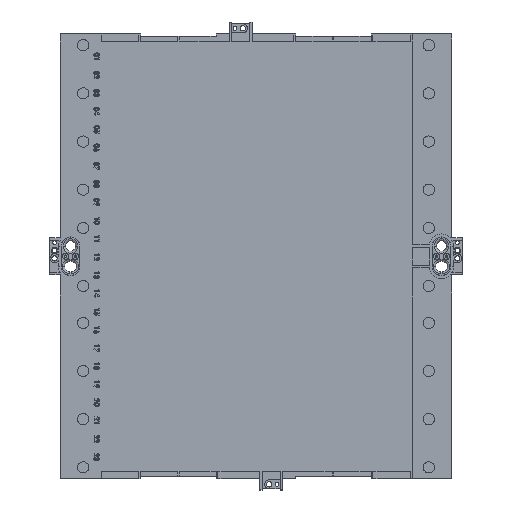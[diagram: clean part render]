
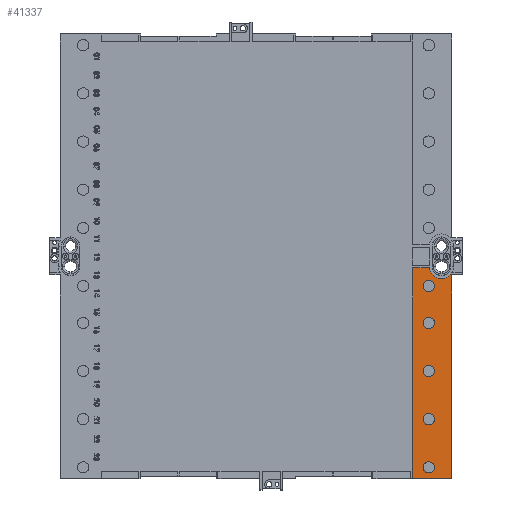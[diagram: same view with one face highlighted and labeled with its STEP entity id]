
A CAD part, top view. The second image highlights one B-rep face of the part: STEP entity #41337.
In plain terms, the highlighted planar face has unit normal (0, 0, 1).
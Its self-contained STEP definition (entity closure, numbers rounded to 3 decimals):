
#980 = CARTESIAN_POINT ( 'NONE',  ( 99.035, 37.721, -6.35 ) ) ;
#1681 = EDGE_CURVE ( 'NONE', #47687, #14846, #18817, .T. ) ;
#1840 = ORIENTED_EDGE ( 'NONE', *, *, #49835, .F. ) ;
#2079 = FACE_OUTER_BOUND ( 'NONE', #26960, .T. ) ;
#2896 = DIRECTION ( 'NONE',  ( 0., -1., 0. ) ) ;
#2966 = LINE ( 'NONE', #27053, #49611 ) ;
#3128 = CARTESIAN_POINT ( 'NONE',  ( 99.798, 91.364, -6.35 ) ) ;
#3208 = CIRCLE ( 'NONE', #13627, 5.461 ) ;
#3479 = CIRCLE ( 'NONE', #32294, 5.461 ) ;
#3587 = CARTESIAN_POINT ( 'NONE',  ( 93.574, 37.721, -6.35 ) ) ;
#3787 = VERTEX_POINT ( 'NONE', #27161 ) ;
#4078 = ORIENTED_EDGE ( 'NONE', *, *, #1681, .F. ) ;
#4978 = EDGE_LOOP ( 'NONE', ( #10461, #13208 ) ) ;
#5033 = DIRECTION ( 'NONE',  ( 0., 0., 1. ) ) ;
#5183 = FACE_BOUND ( 'NONE', #33720, .T. ) ;
#5200 = VERTEX_POINT ( 'NONE', #22006 ) ;
#5341 = DIRECTION ( 'NONE',  ( 0., 0., 1. ) ) ;
#5639 = CIRCLE ( 'NONE', #10168, 5.461 ) ;
#6869 = CIRCLE ( 'NONE', #33805, 11.735 ) ;
#7061 = CARTESIAN_POINT ( 'NONE',  ( 104.496, -103.249, -6.35 ) ) ;
#7153 = DIRECTION ( 'NONE',  ( 1., 0., 0. ) ) ;
#7375 = AXIS2_PLACEMENT_3D ( 'NONE', #21053, #5341, #8690 ) ;
#7574 = EDGE_CURVE ( 'NONE', #39054, #8101, #5639, .T. ) ;
#7684 = AXIS2_PLACEMENT_3D ( 'NONE', #11348, #47705, #11174 ) ;
#7710 = ORIENTED_EDGE ( 'NONE', *, *, #42919, .F. ) ;
#8101 = VERTEX_POINT ( 'NONE', #7061 ) ;
#8532 = ORIENTED_EDGE ( 'NONE', *, *, #33970, .T. ) ;
#8690 = DIRECTION ( 'NONE',  ( 1., 0., 0. ) ) ;
#9036 = CARTESIAN_POINT ( 'NONE',  ( 119.845, 84.506, -6.35 ) ) ;
#9245 = AXIS2_PLACEMENT_3D ( 'NONE', #35940, #29213, #48784 ) ;
#9471 = DIRECTION ( 'NONE',  ( 1., 0., 0. ) ) ;
#9567 = VERTEX_POINT ( 'NONE', #3587 ) ;
#10168 = AXIS2_PLACEMENT_3D ( 'NONE', #15174, #39347, #43943 ) ;
#10174 = VERTEX_POINT ( 'NONE', #18642 ) ;
#10272 = CARTESIAN_POINT ( 'NONE',  ( 121.387, -114.249, -6.35 ) ) ;
#10461 = ORIENTED_EDGE ( 'NONE', *, *, #12101, .F. ) ;
#11174 = DIRECTION ( 'NONE',  ( 1., 0., 0. ) ) ;
#11219 = EDGE_CURVE ( 'NONE', #9567, #43904, #3479, .T. ) ;
#11348 = CARTESIAN_POINT ( 'NONE',  ( 99.035, 37.721, -6.35 ) ) ;
#11532 = EDGE_CURVE ( 'NONE', #45432, #38159, #33072, .T. ) ;
#11672 = AXIS2_PLACEMENT_3D ( 'NONE', #40014, #19584, #19759 ) ;
#11734 = LINE ( 'NONE', #48884, #31938 ) ;
#12101 = EDGE_CURVE ( 'NONE', #43904, #9567, #47504, .T. ) ;
#12125 = PLANE ( 'NONE',  #9245 ) ;
#12989 = CARTESIAN_POINT ( 'NONE',  ( 99.035, 73.721, -6.35 ) ) ;
#13208 = ORIENTED_EDGE ( 'NONE', *, *, #11219, .F. ) ;
#13431 = CARTESIAN_POINT ( 'NONE',  ( 99.035, -103.249, -6.35 ) ) ;
#13627 = AXIS2_PLACEMENT_3D ( 'NONE', #17788, #46006, #9471 ) ;
#13713 = EDGE_LOOP ( 'NONE', ( #20068, #42268 ) ) ;
#14386 = VERTEX_POINT ( 'NONE', #46022 ) ;
#14400 = CARTESIAN_POINT ( 'NONE',  ( 93.574, -56.259, -6.35 ) ) ;
#14846 = VERTEX_POINT ( 'NONE', #37549 ) ;
#15174 = CARTESIAN_POINT ( 'NONE',  ( 99.035, -103.249, -6.35 ) ) ;
#15250 = LINE ( 'NONE', #10272, #39242 ) ;
#16723 = EDGE_CURVE ( 'NONE', #8101, #39054, #41639, .T. ) ;
#17687 = EDGE_CURVE ( 'NONE', #3787, #5200, #49756, .T. ) ;
#17788 = CARTESIAN_POINT ( 'NONE',  ( 99.035, -56.259, -6.35 ) ) ;
#17944 = VERTEX_POINT ( 'NONE', #9036 ) ;
#18642 = CARTESIAN_POINT ( 'NONE',  ( 83.21, 91.364, -6.35 ) ) ;
#18817 = CIRCLE ( 'NONE', #11672, 5.461 ) ;
#19005 = DIRECTION ( 'NONE',  ( 0., 0., -1. ) ) ;
#19584 = DIRECTION ( 'NONE',  ( 0., 0., 1. ) ) ;
#19759 = DIRECTION ( 'NONE',  ( 1., 0., 0. ) ) ;
#20068 = ORIENTED_EDGE ( 'NONE', *, *, #11532, .F. ) ;
#21053 = CARTESIAN_POINT ( 'NONE',  ( 99.035, -56.259, -6.35 ) ) ;
#21143 = DIRECTION ( 'NONE',  ( 1., 0., 0. ) ) ;
#21555 = EDGE_LOOP ( 'NONE', ( #42270, #51206 ) ) ;
#21834 = DIRECTION ( 'NONE',  ( 0., 0., 1. ) ) ;
#22006 = CARTESIAN_POINT ( 'NONE',  ( 93.574, -9.269, -6.35 ) ) ;
#22154 = EDGE_CURVE ( 'NONE', #38159, #45432, #3208, .T. ) ;
#22357 = ORIENTED_EDGE ( 'NONE', *, *, #17687, .F. ) ;
#22504 = DIRECTION ( 'NONE',  ( 0., 1., 0. ) ) ;
#22914 = DIRECTION ( 'NONE',  ( 0., 0., 1. ) ) ;
#23135 = CARTESIAN_POINT ( 'NONE',  ( 121.387, 84.506, -6.35 ) ) ;
#24485 = VECTOR ( 'NONE', #43151, 1000. ) ;
#26952 = CARTESIAN_POINT ( 'NONE',  ( 99.035, -9.269, -6.35 ) ) ;
#26960 = EDGE_LOOP ( 'NONE', ( #33876, #8532, #27703, #40854, #45497, #44265 ) ) ;
#27053 = CARTESIAN_POINT ( 'NONE',  ( 83.21, -114.249, -6.35 ) ) ;
#27059 = CIRCLE ( 'NONE', #49387, 5.461 ) ;
#27123 = DIRECTION ( 'NONE',  ( 1., 0., 0. ) ) ;
#27161 = CARTESIAN_POINT ( 'NONE',  ( 104.496, -9.269, -6.35 ) ) ;
#27703 = ORIENTED_EDGE ( 'NONE', *, *, #43417, .T. ) ;
#27838 = LINE ( 'NONE', #36357, #34753 ) ;
#28556 = FACE_BOUND ( 'NONE', #21555, .T. ) ;
#29204 = AXIS2_PLACEMENT_3D ( 'NONE', #39723, #51365, #7153 ) ;
#29210 = FACE_BOUND ( 'NONE', #13713, .T. ) ;
#29213 = DIRECTION ( 'NONE',  ( 0., 0., 1. ) ) ;
#30445 = DIRECTION ( 'NONE',  ( -1., 0., 0. ) ) ;
#30621 = DIRECTION ( 'NONE',  ( 1., 0., 0. ) ) ;
#31578 = VERTEX_POINT ( 'NONE', #39574 ) ;
#31938 = VECTOR ( 'NONE', #30445, 1000. ) ;
#32269 = CARTESIAN_POINT ( 'NONE',  ( 104.496, -56.259, -6.35 ) ) ;
#32294 = AXIS2_PLACEMENT_3D ( 'NONE', #980, #5033, #33230 ) ;
#33072 = CIRCLE ( 'NONE', #7375, 5.461 ) ;
#33230 = DIRECTION ( 'NONE',  ( 1., 0., 0. ) ) ;
#33720 = EDGE_LOOP ( 'NONE', ( #22357, #7710 ) ) ;
#33805 = AXIS2_PLACEMENT_3D ( 'NONE', #35031, #19005, #30621 ) ;
#33876 = ORIENTED_EDGE ( 'NONE', *, *, #38736, .T. ) ;
#33970 = EDGE_CURVE ( 'NONE', #31578, #14386, #27838, .T. ) ;
#34251 = FACE_BOUND ( 'NONE', #38226, .T. ) ;
#34665 = VERTEX_POINT ( 'NONE', #3128 ) ;
#34753 = VECTOR ( 'NONE', #44487, 1000. ) ;
#35031 = CARTESIAN_POINT ( 'NONE',  ( 111.455, 92.71, -6.35 ) ) ;
#35535 = FACE_BOUND ( 'NONE', #4978, .T. ) ;
#35940 = CARTESIAN_POINT ( 'NONE',  ( 111.455, 92.71, -6.35 ) ) ;
#36281 = AXIS2_PLACEMENT_3D ( 'NONE', #26952, #22914, #27123 ) ;
#36357 = CARTESIAN_POINT ( 'NONE',  ( 121.387, -114.249, -6.35 ) ) ;
#37549 = CARTESIAN_POINT ( 'NONE',  ( 93.574, 73.721, -6.35 ) ) ;
#38159 = VERTEX_POINT ( 'NONE', #14400 ) ;
#38226 = EDGE_LOOP ( 'NONE', ( #4078, #1840 ) ) ;
#38244 = EDGE_CURVE ( 'NONE', #17944, #34665, #6869, .T. ) ;
#38736 = EDGE_CURVE ( 'NONE', #10174, #31578, #2966, .T. ) ;
#39054 = VERTEX_POINT ( 'NONE', #46738 ) ;
#39242 = VECTOR ( 'NONE', #22504, 1000. ) ;
#39347 = DIRECTION ( 'NONE',  ( 0., 0., 1. ) ) ;
#39574 = CARTESIAN_POINT ( 'NONE',  ( 83.21, -114.249, -6.35 ) ) ;
#39723 = CARTESIAN_POINT ( 'NONE',  ( 99.035, -9.269, -6.35 ) ) ;
#40014 = CARTESIAN_POINT ( 'NONE',  ( 99.035, 73.721, -6.35 ) ) ;
#40854 = ORIENTED_EDGE ( 'NONE', *, *, #50175, .T. ) ;
#41166 = CIRCLE ( 'NONE', #36281, 5.461 ) ;
#41337 = ADVANCED_FACE ( 'NONE', ( #2079, #34251, #35535, #5183, #29210, #28556 ), #12125, .T. ) ;
#41639 = CIRCLE ( 'NONE', #48439, 5.461 ) ;
#41656 = DIRECTION ( 'NONE',  ( 1., 0., 0. ) ) ;
#41849 = CARTESIAN_POINT ( 'NONE',  ( 104.496, 73.721, -6.35 ) ) ;
#42268 = ORIENTED_EDGE ( 'NONE', *, *, #22154, .F. ) ;
#42270 = ORIENTED_EDGE ( 'NONE', *, *, #16723, .F. ) ;
#42919 = EDGE_CURVE ( 'NONE', #5200, #3787, #41166, .T. ) ;
#43151 = DIRECTION ( 'NONE',  ( -1., 0., 0. ) ) ;
#43417 = EDGE_CURVE ( 'NONE', #14386, #43954, #15250, .T. ) ;
#43904 = VERTEX_POINT ( 'NONE', #50769 ) ;
#43943 = DIRECTION ( 'NONE',  ( 1., 0., 0. ) ) ;
#43954 = VERTEX_POINT ( 'NONE', #23135 ) ;
#44265 = ORIENTED_EDGE ( 'NONE', *, *, #46345, .T. ) ;
#44487 = DIRECTION ( 'NONE',  ( 1., 0., 0. ) ) ;
#45432 = VERTEX_POINT ( 'NONE', #32269 ) ;
#45497 = ORIENTED_EDGE ( 'NONE', *, *, #38244, .T. ) ;
#46006 = DIRECTION ( 'NONE',  ( 0., 0., 1. ) ) ;
#46022 = CARTESIAN_POINT ( 'NONE',  ( 121.387, -114.249, -6.35 ) ) ;
#46345 = EDGE_CURVE ( 'NONE', #34665, #10174, #11734, .T. ) ;
#46738 = CARTESIAN_POINT ( 'NONE',  ( 93.574, -103.249, -6.35 ) ) ;
#47504 = CIRCLE ( 'NONE', #7684, 5.461 ) ;
#47687 = VERTEX_POINT ( 'NONE', #41849 ) ;
#47702 = CARTESIAN_POINT ( 'NONE',  ( 121.387, 84.506, -6.35 ) ) ;
#47705 = DIRECTION ( 'NONE',  ( 0., 0., 1. ) ) ;
#48439 = AXIS2_PLACEMENT_3D ( 'NONE', #13431, #49225, #41656 ) ;
#48784 = DIRECTION ( 'NONE',  ( 1., 0., 0. ) ) ;
#48884 = CARTESIAN_POINT ( 'NONE',  ( 99.798, 91.364, -6.35 ) ) ;
#49225 = DIRECTION ( 'NONE',  ( 0., 0., 1. ) ) ;
#49387 = AXIS2_PLACEMENT_3D ( 'NONE', #12989, #21834, #21143 ) ;
#49611 = VECTOR ( 'NONE', #2896, 1000. ) ;
#49756 = CIRCLE ( 'NONE', #29204, 5.461 ) ;
#49835 = EDGE_CURVE ( 'NONE', #14846, #47687, #27059, .T. ) ;
#50175 = EDGE_CURVE ( 'NONE', #43954, #17944, #52212, .T. ) ;
#50769 = CARTESIAN_POINT ( 'NONE',  ( 104.496, 37.721, -6.35 ) ) ;
#51206 = ORIENTED_EDGE ( 'NONE', *, *, #7574, .F. ) ;
#51365 = DIRECTION ( 'NONE',  ( 0., 0., 1. ) ) ;
#52212 = LINE ( 'NONE', #47702, #24485 ) ;
